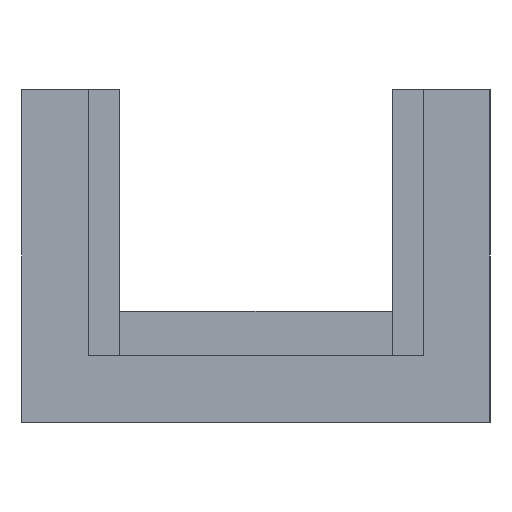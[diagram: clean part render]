
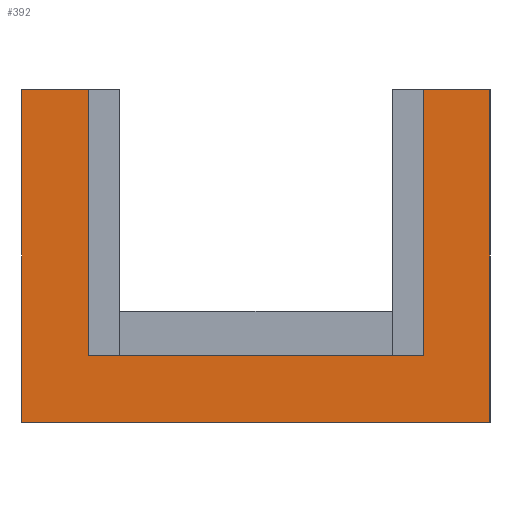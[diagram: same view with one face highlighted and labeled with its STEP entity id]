
A CAD part, left-side view. The second image highlights one B-rep face of the part: STEP entity #392.
In plain terms, the highlighted planar face has unit normal (-1, 0, 0).
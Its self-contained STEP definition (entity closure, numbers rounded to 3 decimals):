
#32=FACE_OUTER_BOUND('',#54,.T.);
#54=EDGE_LOOP('',(#323,#324,#325,#326,#327,#328,#329,#330));
#61=LINE('',#538,#113);
#72=LINE('',#560,#124);
#77=LINE('',#573,#129);
#86=LINE('',#589,#138);
#90=LINE('',#596,#142);
#94=LINE('',#604,#146);
#98=LINE('',#611,#150);
#100=LINE('',#615,#152);
#113=VECTOR('',#440,10.);
#124=VECTOR('',#453,10.);
#129=VECTOR('',#462,10.);
#138=VECTOR('',#475,10.);
#142=VECTOR('',#485,10.);
#146=VECTOR('',#491,10.);
#150=VECTOR('',#501,10.);
#152=VECTOR('',#507,10.);
#165=VERTEX_POINT('',#536);
#166=VERTEX_POINT('',#537);
#171=VERTEX_POINT('',#549);
#176=VERTEX_POINT('',#558);
#181=VERTEX_POINT('',#571);
#182=VERTEX_POINT('',#572);
#187=VERTEX_POINT('',#587);
#190=VERTEX_POINT('',#602);
#199=EDGE_CURVE('',#165,#166,#61,.T.);
#210=EDGE_CURVE('',#176,#171,#72,.T.);
#215=EDGE_CURVE('',#181,#182,#77,.T.);
#224=EDGE_CURVE('',#187,#176,#86,.T.);
#228=EDGE_CURVE('',#181,#171,#90,.T.);
#232=EDGE_CURVE('',#187,#190,#94,.T.);
#236=EDGE_CURVE('',#182,#165,#98,.T.);
#238=EDGE_CURVE('',#190,#166,#100,.T.);
#323=ORIENTED_EDGE('',*,*,#232,.T.);
#324=ORIENTED_EDGE('',*,*,#238,.T.);
#325=ORIENTED_EDGE('',*,*,#199,.F.);
#326=ORIENTED_EDGE('',*,*,#236,.F.);
#327=ORIENTED_EDGE('',*,*,#215,.F.);
#328=ORIENTED_EDGE('',*,*,#228,.T.);
#329=ORIENTED_EDGE('',*,*,#210,.F.);
#330=ORIENTED_EDGE('',*,*,#224,.F.);
#370=PLANE('',#429);
#392=ADVANCED_FACE('',(#32),#370,.T.);
#429=AXIS2_PLACEMENT_3D('',#616,#508,#509);
#440=DIRECTION('',(0.,-1.,0.));
#453=DIRECTION('',(0.,-1.,0.));
#462=DIRECTION('',(0.,-1.,0.));
#475=DIRECTION('',(0.,0.,1.));
#485=DIRECTION('',(0.,0.,1.));
#491=DIRECTION('',(0.,-1.,0.));
#501=DIRECTION('',(0.,0.,1.));
#507=DIRECTION('',(0.,0.,1.));
#508=DIRECTION('center_axis',(-1.,0.,0.));
#509=DIRECTION('ref_axis',(0.,-1.,0.));
#536=CARTESIAN_POINT('',(0.,3.,15.));
#537=CARTESIAN_POINT('',(0.,0.,15.));
#538=CARTESIAN_POINT('',(0.,2.6,15.));
#549=CARTESIAN_POINT('',(0.,18.1,15.));
#558=CARTESIAN_POINT('',(0.,21.1,15.));
#560=CARTESIAN_POINT('',(0.,20.,15.));
#571=CARTESIAN_POINT('',(0.,18.1,3.));
#572=CARTESIAN_POINT('',(0.,3.,3.));
#573=CARTESIAN_POINT('',(0.,18.1,3.));
#587=CARTESIAN_POINT('',(0.,21.1,0.));
#589=CARTESIAN_POINT('',(0.,21.1,-1.));
#596=CARTESIAN_POINT('',(0.,18.1,-1.));
#602=CARTESIAN_POINT('',(0.,0.,0.));
#604=CARTESIAN_POINT('',(0.,6.775,0.));
#611=CARTESIAN_POINT('',(0.,3.,-1.));
#615=CARTESIAN_POINT('',(0.,0.,14.));
#616=CARTESIAN_POINT('Origin',(0.,3.,-1.));
